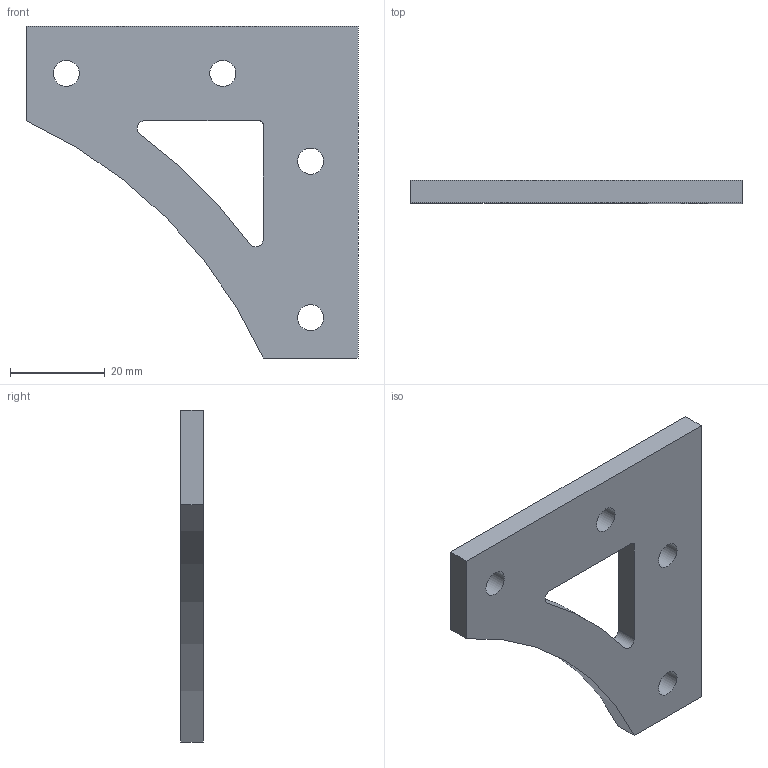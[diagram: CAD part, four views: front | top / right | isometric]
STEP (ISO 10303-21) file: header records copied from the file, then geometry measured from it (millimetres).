
FILE_DESCRIPTION(/* description */ (''),/* implementation_level */ '2;1');
FILE_NAME(/* name */ 'CornerBracket.stp',/* time_stamp */ '2016-03-01T10:50:17-05:00',/* author */ ('jswanson'),/* organization */ (''),/* preprocessor_version */ 'ST-DEVELOPER v15.6',/* originating_system */ 'Autodesk Inventor 2015',/* authorisation */ '');
FILE_SCHEMA (('AUTOMOTIVE_DESIGN { 1 0 10303 214 3 1 1 }'));
Length unit declared in the file: inch
Products named in the file (1): CornerBracket
Bounding box: 70 x 4.76 x 70 mm (x, y, z)
Volume: 13641.7 mm3; surface area: 7691.9 mm2
Topology: 1 solids, 1 shells, 17 faces, 45 edges, 30 vertices
Faces by surface type: cylinder 9, plane 8
Full cylindrical faces by diameter (mm): 5.5 x4
Entity records: 563 total; most frequent: DIRECTION 95, CARTESIAN_POINT 89, ORIENTED_EDGE 82, EDGE_CURVE 41, AXIS2_PLACEMENT_3D 36, EDGE_LOOP 31, VERTEX_POINT 30, LINE 23
